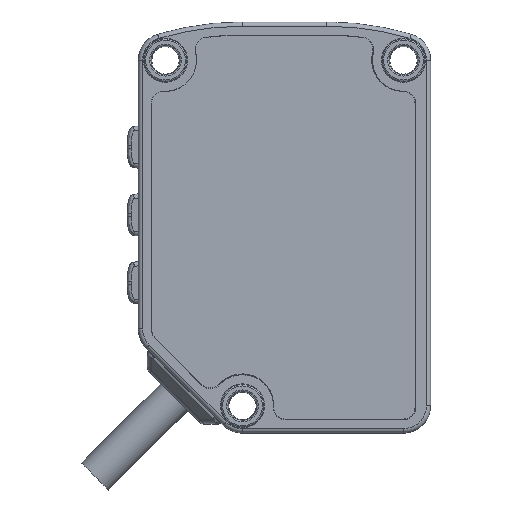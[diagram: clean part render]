
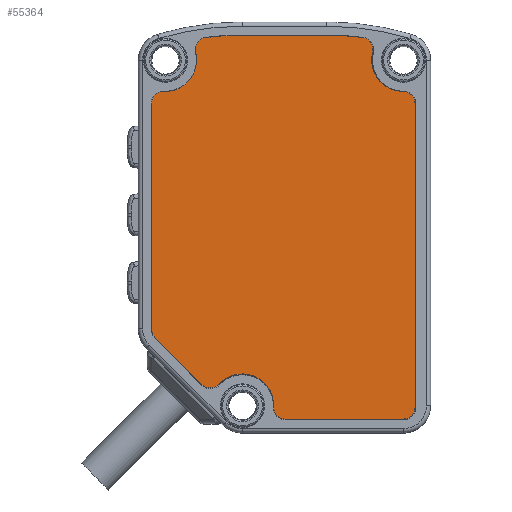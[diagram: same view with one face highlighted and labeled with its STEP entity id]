
A CAD part, top view. The second image highlights one B-rep face of the part: STEP entity #55364.
In plain terms, the highlighted planar face has unit normal (0, 0, 1).
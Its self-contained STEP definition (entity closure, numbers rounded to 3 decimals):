
#54886=CARTESIAN_POINT('',(-29.7,37.269,1.));
#54887=DIRECTION('',(0.,0.,1.));
#54888=DIRECTION('',(0.039,0.999,0.));
#54889=AXIS2_PLACEMENT_3D('',#54886,#54887,#54888);
#54891=CARTESIAN_POINT('',(-29.5,42.39,1.));
#54892=DIRECTION('',(0.,0.,-1.));
#54893=DIRECTION('',(0.97,0.244,0.));
#54894=AXIS2_PLACEMENT_3D('',#54891,#54892,#54893);
#54896=CARTESIAN_POINT('',(-24.529,43.639,1.));
#54897=DIRECTION('',(0.,0.,1.));
#54898=DIRECTION('',(-0.127,0.992,0.));
#54899=AXIS2_PLACEMENT_3D('',#54896,#54897,#54898);
#54901=CARTESIAN_POINT('',(-20.45,11.9,1.));
#54902=DIRECTION('',(0.,0.,1.));
#54903=DIRECTION('',(0.,1.,0.));
#54904=AXIS2_PLACEMENT_3D('',#54901,#54902,#54903);
#54906=DIRECTION('',(-1.,0.,0.));
#54907=VECTOR('',#54906,10.);
#54908=CARTESIAN_POINT('',(-10.45,45.3,1.));
#54909=LINE('',#54908,#54907);
#54910=CARTESIAN_POINT('',(-10.45,11.9,1.));
#54911=DIRECTION('',(0.,0.,1.));
#54912=DIRECTION('',(0.127,0.992,0.));
#54913=AXIS2_PLACEMENT_3D('',#54910,#54911,#54912);
#54915=CARTESIAN_POINT('',(-6.371,43.639,1.));
#54916=DIRECTION('',(0.,0.,1.));
#54917=DIRECTION('',(0.97,-0.244,0.));
#54918=AXIS2_PLACEMENT_3D('',#54915,#54916,#54917);
#54920=CARTESIAN_POINT('',(-1.4,42.39,1.));
#54921=DIRECTION('',(0.,0.,-1.));
#54922=DIRECTION('',(0.,-1.,0.));
#54923=AXIS2_PLACEMENT_3D('',#54920,#54921,#54922);
#54925=CARTESIAN_POINT('',(-1.4,37.265,1.));
#54926=DIRECTION('',(0.,0.,1.));
#54927=DIRECTION('',(1.,0.,0.));
#54928=AXIS2_PLACEMENT_3D('',#54925,#54926,#54927);
#54930=DIRECTION('',(0.,1.,0.));
#54931=VECTOR('',#54930,35.865);
#54932=CARTESIAN_POINT('',(0.,1.4,1.));
#54933=LINE('',#54932,#54931);
#54934=CARTESIAN_POINT('',(-1.4,1.4,1.));
#54935=DIRECTION('',(0.,0.,1.));
#54936=DIRECTION('',(0.,-1.,0.));
#54937=AXIS2_PLACEMENT_3D('',#54934,#54935,#54936);
#54939=DIRECTION('',(1.,0.,0.));
#54940=VECTOR('',#54939,13.889);
#54941=CARTESIAN_POINT('',(-15.289,0.,1.));
#54942=LINE('',#54941,#54940);
#54943=CARTESIAN_POINT('',(-15.289,1.4,1.));
#54944=DIRECTION('',(0.,0.,1.));
#54945=DIRECTION('',(-0.999,0.039,0.));
#54946=AXIS2_PLACEMENT_3D('',#54943,#54944,#54945);
#54948=CARTESIAN_POINT('',(-20.41,1.6,1.));
#54949=DIRECTION('',(0.,0.,-1.));
#54950=DIRECTION('',(-0.735,0.679,0.));
#54951=AXIS2_PLACEMENT_3D('',#54948,#54949,#54950);
#54953=CARTESIAN_POINT('',(-24.175,5.078,1.));
#54954=DIRECTION('',(0.,0.,1.));
#54955=DIRECTION('',(-0.707,-0.707,0.));
#54956=AXIS2_PLACEMENT_3D('',#54953,#54954,#54955);
#54958=DIRECTION('',(0.707,-0.707,0.));
#54959=VECTOR('',#54958,7.731);
#54960=CARTESIAN_POINT('',(-30.631,9.555,1.));
#54961=LINE('',#54960,#54959);
#54962=CARTESIAN_POINT('',(-29.5,10.686,1.));
#54963=DIRECTION('',(0.,0.,1.));
#54964=DIRECTION('',(-1.,0.,0.));
#54965=AXIS2_PLACEMENT_3D('',#54962,#54963,#54964);
#54967=DIRECTION('',(0.,-1.,0.));
#54968=VECTOR('',#54967,26.583);
#54969=CARTESIAN_POINT('',(-31.1,37.269,1.));
#54970=LINE('',#54969,#54968);
#55007=CARTESIAN_POINT('',(-29.645,38.668,1.));
#55008=CARTESIAN_POINT('',(-31.1,37.269,1.));
#55009=VERTEX_POINT('',#55007);
#55010=VERTEX_POINT('',#55008);
#55011=CARTESIAN_POINT('',(-31.1,10.686,1.));
#55012=VERTEX_POINT('',#55011);
#55013=CARTESIAN_POINT('',(-30.631,9.555,1.));
#55014=VERTEX_POINT('',#55013);
#55015=CARTESIAN_POINT('',(-25.165,4.088,1.));
#55016=VERTEX_POINT('',#55015);
#55017=CARTESIAN_POINT('',(-23.146,4.128,1.));
#55018=VERTEX_POINT('',#55017);
#55019=CARTESIAN_POINT('',(-16.688,1.455,1.));
#55020=VERTEX_POINT('',#55019);
#55021=CARTESIAN_POINT('',(-15.289,0.,1.));
#55022=VERTEX_POINT('',#55021);
#55023=CARTESIAN_POINT('',(-1.4,0.,1.));
#55024=VERTEX_POINT('',#55023);
#55025=CARTESIAN_POINT('',(0.,1.4,1.));
#55026=VERTEX_POINT('',#55025);
#55027=CARTESIAN_POINT('',(0.,37.265,1.));
#55028=VERTEX_POINT('',#55027);
#55029=CARTESIAN_POINT('',(-1.4,38.665,1.));
#55030=VERTEX_POINT('',#55029);
#55031=CARTESIAN_POINT('',(-5.013,43.298,1.));
#55032=VERTEX_POINT('',#55031);
#55033=CARTESIAN_POINT('',(-6.192,45.027,1.));
#55034=VERTEX_POINT('',#55033);
#55035=CARTESIAN_POINT('',(-10.45,45.3,1.));
#55036=VERTEX_POINT('',#55035);
#55037=CARTESIAN_POINT('',(-20.45,45.3,1.));
#55038=VERTEX_POINT('',#55037);
#55039=CARTESIAN_POINT('',(-24.708,45.027,1.));
#55040=VERTEX_POINT('',#55039);
#55041=CARTESIAN_POINT('',(-25.887,43.298,1.));
#55042=VERTEX_POINT('',#55041);
#55339=CARTESIAN_POINT('',(0.,0.,1.));
#55340=DIRECTION('',(0.,0.,1.));
#55341=DIRECTION('',(1.,0.,0.));
#55342=AXIS2_PLACEMENT_3D('',#55339,#55340,#55341);
#55343=PLANE('',#55342);
#55344=ORIENTED_EDGE('',*,*,#55095,.F.);
#55345=ORIENTED_EDGE('',*,*,#55110,.F.);
#55346=ORIENTED_EDGE('',*,*,#55124,.F.);
#55347=ORIENTED_EDGE('',*,*,#55138,.F.);
#55348=ORIENTED_EDGE('',*,*,#55152,.F.);
#55349=ORIENTED_EDGE('',*,*,#55166,.F.);
#55350=ORIENTED_EDGE('',*,*,#55180,.F.);
#55351=ORIENTED_EDGE('',*,*,#55194,.F.);
#55352=ORIENTED_EDGE('',*,*,#55208,.F.);
#55353=ORIENTED_EDGE('',*,*,#55222,.F.);
#55354=ORIENTED_EDGE('',*,*,#55236,.F.);
#55355=ORIENTED_EDGE('',*,*,#55250,.F.);
#55356=ORIENTED_EDGE('',*,*,#55264,.F.);
#55357=ORIENTED_EDGE('',*,*,#55278,.F.);
#55358=ORIENTED_EDGE('',*,*,#55292,.F.);
#55359=ORIENTED_EDGE('',*,*,#55306,.F.);
#55360=ORIENTED_EDGE('',*,*,#55320,.F.);
#55361=ORIENTED_EDGE('',*,*,#55333,.F.);
#55362=EDGE_LOOP('',(#55344,#55345,#55346,#55347,#55348,#55349,#55350,#55351,
#55352,#55353,#55354,#55355,#55356,#55357,#55358,#55359,#55360,#55361));
#55363=FACE_OUTER_BOUND('',#55362,.F.);
#55364=ADVANCED_FACE('',(#55363),#55343,.T.);
#54890=CIRCLE('',#54889,1.4);
#54895=CIRCLE('',#54894,3.725);
#54900=CIRCLE('',#54899,1.4);
#54905=CIRCLE('',#54904,33.4);
#54914=CIRCLE('',#54913,33.4);
#54919=CIRCLE('',#54918,1.4);
#54924=CIRCLE('',#54923,3.725);
#54929=CIRCLE('',#54928,1.4);
#54938=CIRCLE('',#54937,1.4);
#54947=CIRCLE('',#54946,1.4);
#54952=CIRCLE('',#54951,3.725);
#54957=CIRCLE('',#54956,1.4);
#54966=CIRCLE('',#54965,1.6);
#55095=EDGE_CURVE('',#55009,#55010,#54890,.T.);
#55110=EDGE_CURVE('',#55042,#55009,#54895,.T.);
#55124=EDGE_CURVE('',#55040,#55042,#54900,.T.);
#55138=EDGE_CURVE('',#55038,#55040,#54905,.T.);
#55152=EDGE_CURVE('',#55036,#55038,#54909,.T.);
#55166=EDGE_CURVE('',#55034,#55036,#54914,.T.);
#55180=EDGE_CURVE('',#55032,#55034,#54919,.T.);
#55194=EDGE_CURVE('',#55030,#55032,#54924,.T.);
#55208=EDGE_CURVE('',#55028,#55030,#54929,.T.);
#55222=EDGE_CURVE('',#55026,#55028,#54933,.T.);
#55236=EDGE_CURVE('',#55024,#55026,#54938,.T.);
#55250=EDGE_CURVE('',#55022,#55024,#54942,.T.);
#55264=EDGE_CURVE('',#55020,#55022,#54947,.T.);
#55278=EDGE_CURVE('',#55018,#55020,#54952,.T.);
#55292=EDGE_CURVE('',#55016,#55018,#54957,.T.);
#55306=EDGE_CURVE('',#55014,#55016,#54961,.T.);
#55320=EDGE_CURVE('',#55012,#55014,#54966,.T.);
#55333=EDGE_CURVE('',#55010,#55012,#54970,.T.);
